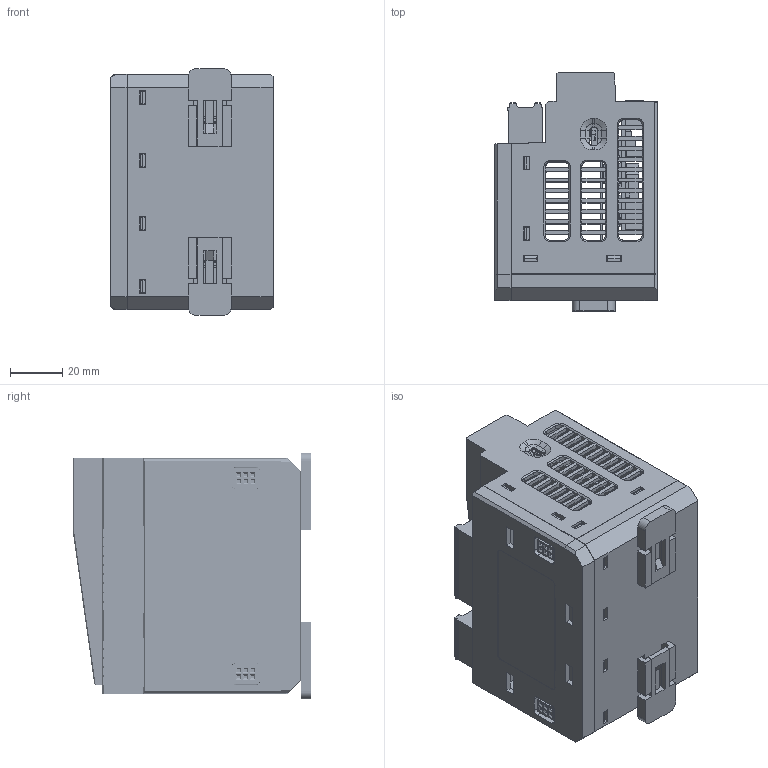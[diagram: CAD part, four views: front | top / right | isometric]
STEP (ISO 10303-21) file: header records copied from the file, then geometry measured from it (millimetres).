
FILE_DESCRIPTION((''),'2;1');
FILE_NAME('ASM0002_ASM','2025-11-26T18:56:50',('biubiu'),(''),'CREO PARAMETRIC BY PTC INC, 2021404','CREO PARAMETRIC BY PTC INC, 2021404','');
FILE_SCHEMA(('CONFIG_CONTROL_DESIGN'));
Products named in the file (107): ZUO1; PRT0004; ASM0005_ASM; PRT0005; PRT0007; TYPE-C_1_2; PRT0011-1_1_1; PRT0012-1_2_1_1; PRT0012-1_2_2_1; PRT0012-1_2_7_1; PRT0012-1_2_8_1; PRT0012-1_2_ASM_1_ASM; WJ15EDGRHC-3_5-2X06P-00N_1__A_1_ASM; PRT0009_1_1; PRT0010_1_1_1; PRT0010_1_2_1; PRT0010_1_ASM_1_ASM; WJ15EDGKNH-3_5-2X06P-00A_1__A_1_ASM; PRT0011-1_1_1_; WJ15EDGRHC-3_5-2X06P-00N_1__A_2_ASM; PRT0009_1_1_; WJ15EDGKNH-3_5-2X06P-00A_1__A_2_ASM; PRT0006; DGKYD561388DB1A1DY1006_ASM_1_1; DGKYD561388DB1A1DY1006_ASM_1_2; DGKYD561388DB1A1DY1006_ASM_1_3; DGKYD561388DB1A1DY1006_ASM_1_4; DGKYD561388DB1A1DY1006_ASM_1_5; DGKYD561388DB1A1DY1006_ASM_1_6; DGKYD561388DB1A1DY1006_ASM_1_7; DGKYD561388DB1A1DY1006_ASM_1_ASM; SYT561388DB1A1DY1006_1__ASM; _X2_8FDE63A591CD7EC4_X0_1_1_; _X2_8FDE63A591CD7EC4_X0_1_2_; TS-1178-03_STEP_ASM; TS-1178-03_ASM; MK-12D14EG2-BE_T3_75_1_; PRT0014; PRT0015; PRT0016 ...
Assembly tree (254 placements, depth 6):
  ASM0002_ASM
    ASM0005_ASM
      ZUO1
      PRT0004
    PRT0005
    PRT0007
    TYPE-C_1_2
    WJ15EDGRHC-3_5-2X06P-00N_1__A_1_ASM
      PRT0011-1_1_1
      PRT0012-1_2_ASM_1_ASM  x5
        PRT0012-1_2_1_1
        PRT0012-1_2_2_1
        PRT0012-1_2_7_1
        PRT0012-1_2_8_1
    WJ15EDGKNH-3_5-2X06P-00A_1__A_1_ASM
      PRT0009_1_1
      PRT0010_1_ASM_1_ASM  x5
        PRT0010_1_1_1
        PRT0010_1_2_1
    WJ15EDGRHC-3_5-2X06P-00N_1__A_2_ASM
      PRT0011-1_1_1_
      PRT0012-1_2_ASM_1_ASM  x9
        PRT0012-1_2_1_1
        PRT0012-1_2_2_1
        PRT0012-1_2_7_1
        PRT0012-1_2_8_1
    WJ15EDGKNH-3_5-2X06P-00A_1__A_2_ASM
      PRT0009_1_1_
      PRT0010_1_ASM_1_ASM  x9
        PRT0010_1_1_1
        PRT0010_1_2_1
    PRT0006
    SYT561388DB1A1DY1006_1__ASM
      DGKYD561388DB1A1DY1006_ASM_1_ASM
        DGKYD561388DB1A1DY1006_ASM_1_1
        DGKYD561388DB1A1DY1006_ASM_1_2
        DGKYD561388DB1A1DY1006_ASM_1_3
        DGKYD561388DB1A1DY1006_ASM_1_4
        DGKYD561388DB1A1DY1006_ASM_1_5
        DGKYD561388DB1A1DY1006_ASM_1_6
        DGKYD561388DB1A1DY1006_ASM_1_7
    TS-1178-03_ASM
      TS-1178-03_STEP_ASM
        _X2_8FDE63A591CD7EC4_X0_1_1_
        _X2_8FDE63A591CD7EC4_X0_1_2_
    MK-12D14EG2-BE_T3_75_1_
    PRT0014
    PRT0015
    PRT0016
    ASM0001_ASM_101_1_ASM
      WJ15EDGRHC-3_5-2X06P-00N_1__A_4_ASM
        PRT0012-1_2_ASM_1_1_2_ASM
      WJ15EDGKNH-3_5-2X06P-00A_1__A_4_ASM
        PRT0010_1_ASM_1_1_2_ASM  x3
      ASM0002_ASM_2_1_ASM
      PRT0003-1_5
      232-485-10-0716_ASM_1_1_ASM
        232-485-10-0716_1_ASM_1_1_ASM
          COMPONENTS_1_2_3_ASM_2_1_ASM
      TF_RTC-0717_ASM_1_1_ASM
Bounding box: 62 x 91 x 94 mm (x, y, z)
Volume: 102240.7 mm3; surface area: 161176.1 mm2
Topology: 269 solids, 271 shells, 8915 faces, 23550 edges, 15272 vertices
Faces by surface type: plane 7054, cylinder 1463, bspline 160, torus 112, cone 110, extrusion 16
Entity records: 248049 total; most frequent: CARTESIAN_POINT 57166, ORIENTED_EDGE 40140, DIRECTION 37700, EDGE_CURVE 20076, VECTOR 16390, LINE 16374, VERTEX_POINT 13028, AXIS2_PLACEMENT_3D 10655
